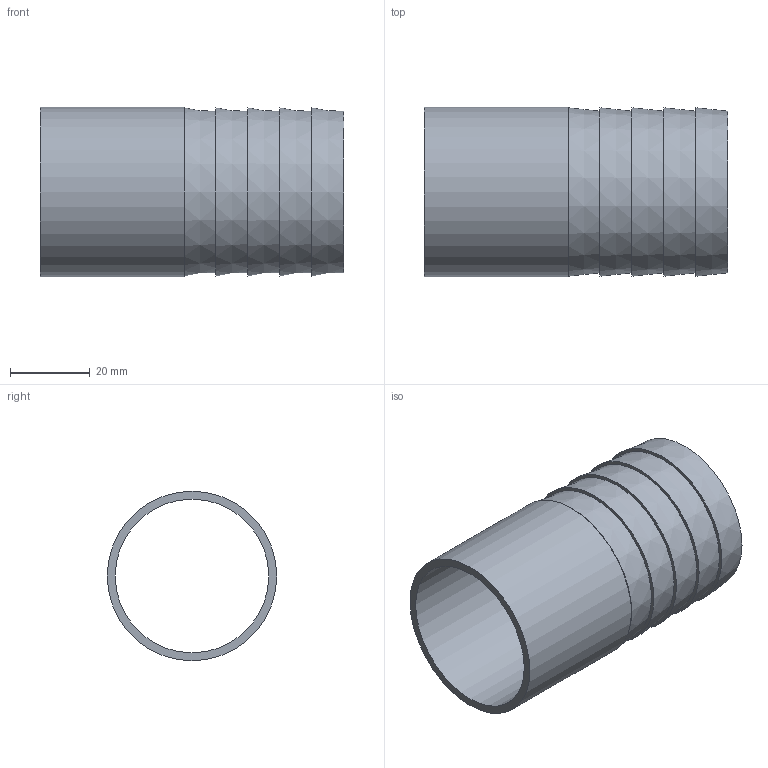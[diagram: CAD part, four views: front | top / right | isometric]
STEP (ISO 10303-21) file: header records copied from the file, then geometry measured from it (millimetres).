
FILE_DESCRIPTION(/* description */ ('Hadicový nástavec přivařovací'),/* implementation_level */ '2;1');
FILE_NAME(/* name */ '26020040000.stp',/* time_stamp */ '2016-01-12T07:36:01+01:00',/* author */ ('Struska'),/* organization */ ('Bupospol'),/* preprocessor_version */ 'ST-DEVELOPER v15.6',/* originating_system */ 'Autodesk Inventor 2015',/* authorisation */ '');
FILE_SCHEMA (('CONFIG_CONTROL_DESIGN'));
Length unit declared in the file: millimetre
Products named in the file (1): 26020040000
Bounding box: 76 x 42.4 x 42.4 mm (x, y, z)
Volume: 16253.4 mm3; surface area: 20009.3 mm2
Topology: 1 solids, 1 shells, 14 faces, 22 edges, 15 vertices
Faces by surface type: plane 7, cone 5, cylinder 2
Full cylindrical faces by diameter (mm): 38.4 x1, 42.4 x1
Entity records: 326 total; most frequent: DIRECTION 58, CARTESIAN_POINT 43, AXIS2_PLACEMENT_3D 29, EDGE_LOOP 28, ORIENTED_EDGE 28, STYLED_ITEM 15, FACE_BOUND 14, FACE_OUTER_BOUND 14
